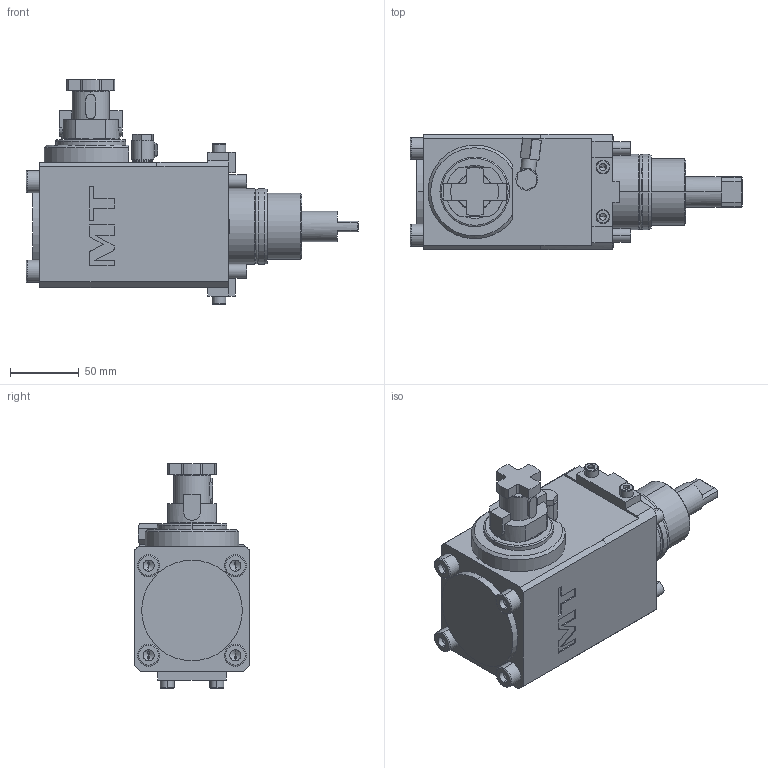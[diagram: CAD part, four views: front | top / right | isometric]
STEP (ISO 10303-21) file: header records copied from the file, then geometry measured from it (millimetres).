
FILE_DESCRIPTION((''),'2;1');
FILE_NAME('BGL0592721_CONF','2023-07-03T08:06:39',('gvalli'),('M.T. srl'),'CREO PARAMETRIC BY PTC INC, 2021072','CREO PARAMETRIC BY PTC INC, 2021072','');
FILE_SCHEMA(('CONFIG_CONTROL_DESIGN'));
Length unit declared in the file: millimetre
Products named in the file (1): BGL0592721_CONF
Bounding box: 240.9 x 84 x 163 mm (x, y, z)
Volume: 1306313.7 mm3; surface area: 96080.1 mm2
Topology: 1 solids, 1 shells, 348 faces, 848 edges, 530 vertices
Faces by surface type: plane 188, cylinder 101, cone 29, torus 26, extrusion 4
Entity records: 10478 total; most frequent: CARTESIAN_POINT 2145, DIRECTION 1793, ORIENTED_EDGE 1664, EDGE_CURVE 832, AXIS2_PLACEMENT_3D 641, VERTEX_POINT 530, VECTOR 511, LINE 507
